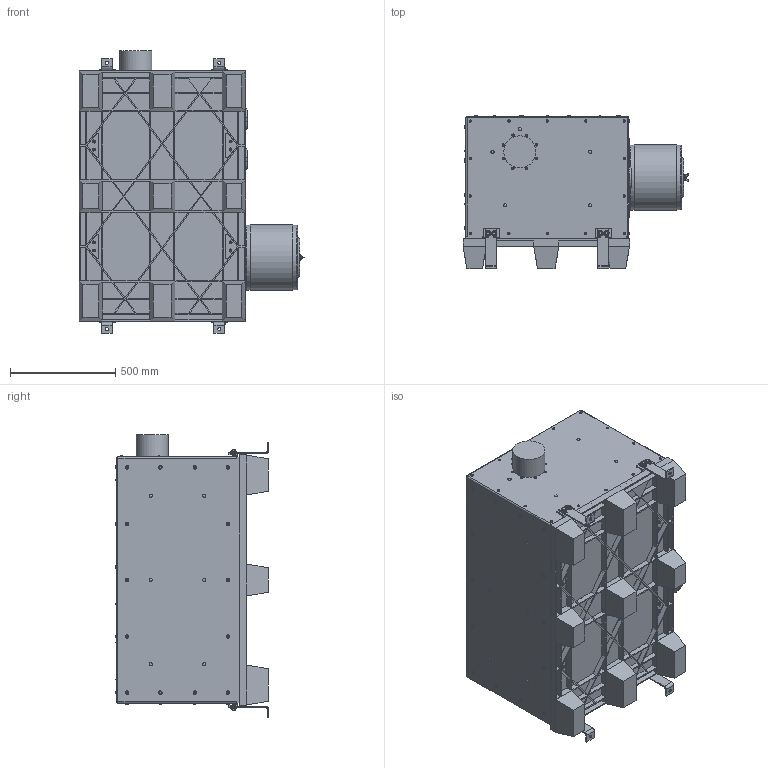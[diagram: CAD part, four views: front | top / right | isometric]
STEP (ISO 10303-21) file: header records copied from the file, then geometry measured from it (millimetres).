
FILE_DESCRIPTION(/* description */ (''),/* implementation_level */ '2;1');
FILE_NAME(/* name */ 'CAxxxxxxCXDA.stp',/* time_stamp */ '2018-03-12T10:04:15-04:00',/* author */ ('James'),/* organization */ (''),/* preprocessor_version */ 'ST-DEVELOPER v16.5',/* originating_system */ 'Autodesk Inventor 2017',/* authorisation */ '');
FILE_SCHEMA (('AUTOMOTIVE_DESIGN { 1 0 10303 214 3 1 1 }'));
Length unit declared in the file: inch
Products named in the file (1): CAxxxxxxCXD
Bounding box: 1072.79 x 725.78 x 1339.85 mm (x, y, z)
Volume: 577774979.9 mm3; surface area: 5971453.9 mm2
Topology: 1 solids, 1 shells, 1714 faces, 4179 edges, 2672 vertices
Faces by surface type: plane 954, cylinder 344, cone 180, sphere 121, bspline 84, torus 31
Full cylindrical faces by diameter (mm): 0.254 x2, 2.54 x2, 3.048 x2, 9.525 x12, 11.1 x40, 11.125 x8, 13.894 x2, 14.3 x4, 15.088 x33, 16.662 x40, 25.4 x10, 152.4 x1, 304.8 x1, 308.61 x1, 309.88 x1, 310.896 x1
Entity records: 99350 total; most frequent: CARTESIAN_POINT 61183, ORIENTED_EDGE 7734, DIRECTION 7448, EDGE_CURVE 3840, AXIS2_PLACEMENT_3D 2674, VERTEX_POINT 2519, EDGE_LOOP 2197, LINE 2100
